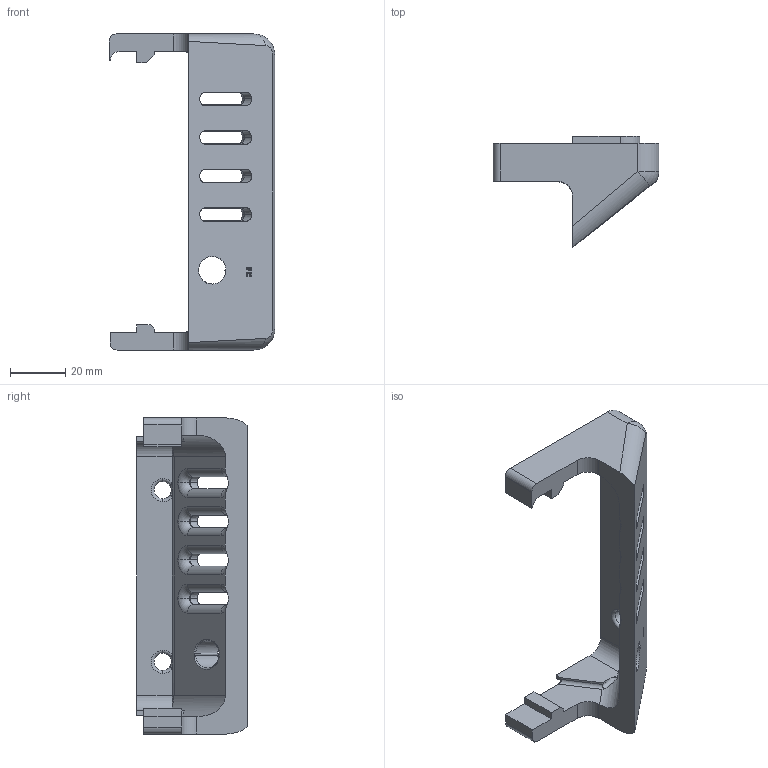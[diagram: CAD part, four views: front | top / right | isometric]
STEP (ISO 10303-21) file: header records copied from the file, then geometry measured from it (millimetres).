
FILE_DESCRIPTION (( 'STEP AP214' ), '1' );
FILE_NAME ('ElectronicsCaseBase.STEP', '2021-11-04T21:24:11', ( '' ), ( '' ), 'SwSTEP 2.0', 'SolidWorks 2021', '' );
FILE_SCHEMA (( 'AUTOMOTIVE_DESIGN' ));
Length unit declared in the file: inch
Products named in the file (1): ElectronicsCaseBase
Bounding box: 60.06 x 40.09 x 114.55 mm (x, y, z)
Volume: 46197 mm3; surface area: 18489.5 mm2
Topology: 1 solids, 1 shells, 165 faces, 456 edges, 286 vertices
Faces by surface type: plane 64, cylinder 37, torus 36, bspline 12, cone 12, sphere 4
Entity records: 7890 total; most frequent: CARTESIAN_POINT 3738, ORIENTED_EDGE 908, DIRECTION 836, EDGE_CURVE 454, AXIS2_PLACEMENT_3D 306, VERTEX_POINT 286, LINE 224, VECTOR 224
